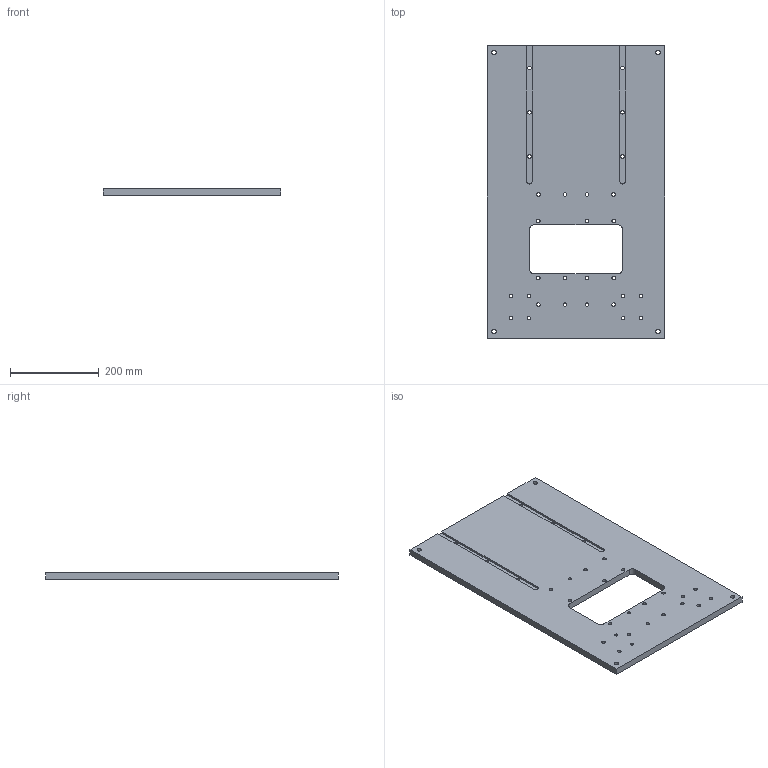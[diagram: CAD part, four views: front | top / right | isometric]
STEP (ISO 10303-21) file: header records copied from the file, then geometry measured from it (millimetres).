
FILE_DESCRIPTION(('CoCreate Modeling STEP Export'),'2;1');
FILE_NAME('m31.stp','2011-05-24T11:30:30',(''),(''),'CoCreate Modeling STEP processor for AP214 (Solid Model)','CoCreate Modeling 18.0P1120 20-Nov-2010 (C) Parametric Technology GmbH','');
FILE_SCHEMA(('AUTOMOTIVE_DESIGN { 1 0 10303 214 1 1 1 1 }'));
Length unit declared in the file: millimetre
Products named in the file (1): BODY_2____SOL2680_-_WSP_TABLE_M.PRT
Bounding box: 400 x 660 x 15 mm (x, y, z)
Volume: 3556010 mm3; surface area: 537279.2 mm2
Topology: 1 solids, 1 shells, 88 faces, 264 edges, 178 vertices
Faces by surface type: cylinder 72, plane 16
Entity records: 2864 total; most frequent: ORIENTED_EDGE 528, CARTESIAN_POINT 459, DIRECTION 448, EDGE_CURVE 264, VERTEX_POINT 178, AXIS2_PLACEMENT_3D 167, EDGE_LOOP 156, VECTOR 114
